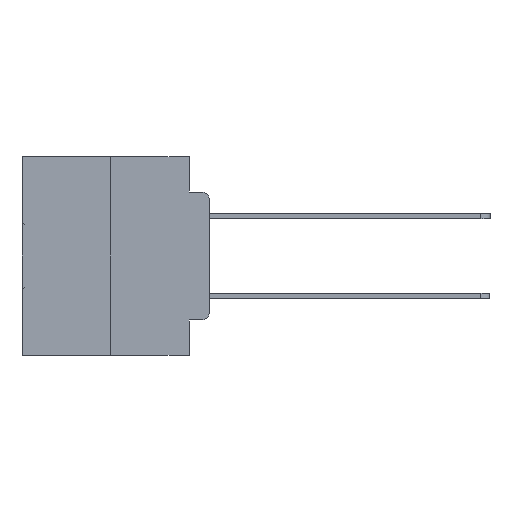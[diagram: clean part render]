
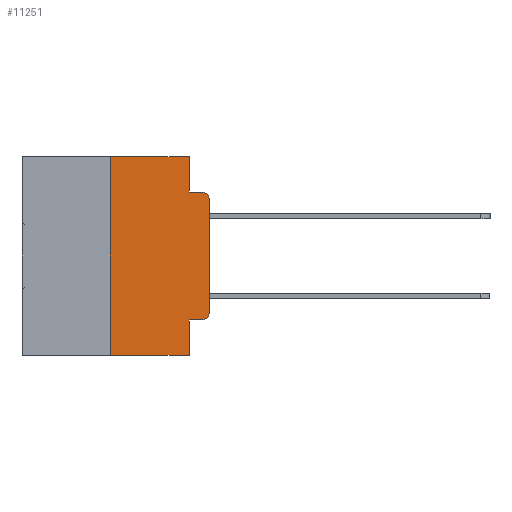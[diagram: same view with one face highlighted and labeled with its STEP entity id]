
A CAD part, left-side view. The second image highlights one B-rep face of the part: STEP entity #11251.
In plain terms, the highlighted planar face has unit normal (-1, 0, 0).
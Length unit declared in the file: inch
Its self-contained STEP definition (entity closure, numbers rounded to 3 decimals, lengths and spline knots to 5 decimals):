
#478 = CARTESIAN_POINT ( 'NONE',  ( 0., 0.473, -0.5 ) ) ;
#676 = ORIENTED_EDGE ( 'NONE', *, *, #18879, .F. ) ;
#1221 = LINE ( 'NONE', #29134, #28622 ) ;
#1623 = EDGE_CURVE ( 'NONE', #29952, #13473, #13009, .T. ) ;
#2027 = CARTESIAN_POINT ( 'NONE',  ( 0., 0.051, 0. ) ) ;
#2396 = LINE ( 'NONE', #25532, #33442 ) ;
#2772 = ORIENTED_EDGE ( 'NONE', *, *, #8899, .T. ) ;
#3266 = EDGE_CURVE ( 'NONE', #28814, #28771, #2396, .T. ) ;
#3774 = CARTESIAN_POINT ( 'NONE',  ( 0., 0.02, -0.3915 ) ) ;
#4700 = DIRECTION ( 'NONE',  ( 0., 0., -1. ) ) ;
#5453 = DIRECTION ( 'NONE',  ( -1., 0., 0. ) ) ;
#5889 = VECTOR ( 'NONE', #31706, 39.37008 ) ;
#5898 = VECTOR ( 'NONE', #22198, 39.37008 ) ;
#5905 = ORIENTED_EDGE ( 'NONE', *, *, #20017, .F. ) ;
#6502 = DIRECTION ( 'NONE',  ( 0., 0., -1. ) ) ;
#6504 = ORIENTED_EDGE ( 'NONE', *, *, #1623, .T. ) ;
#7426 = ORIENTED_EDGE ( 'NONE', *, *, #3266, .T. ) ;
#7563 = EDGE_CURVE ( 'NONE', #29952, #20437, #20053, .T. ) ;
#7656 = EDGE_LOOP ( 'NONE', ( #29775, #2772, #25546, #676, #20949, #27367, #6504, #5905, #7426, #28428 ) ) ;
#8056 = CARTESIAN_POINT ( 'NONE',  ( 0., 0., -0.3915 ) ) ;
#8179 = LINE ( 'NONE', #8964, #29273 ) ;
#8899 = EDGE_CURVE ( 'NONE', #31732, #12841, #21607, .T. ) ;
#8964 = CARTESIAN_POINT ( 'NONE',  ( 0., 0., 0. ) ) ;
#9931 = CARTESIAN_POINT ( 'NONE',  ( 0., 0.25, 0. ) ) ;
#11251 = ADVANCED_FACE ( 'NONE', ( #15714 ), #17424, .F. ) ;
#12541 = CARTESIAN_POINT ( 'NONE',  ( 0., 0.051, -0.0885 ) ) ;
#12581 = LINE ( 'NONE', #2027, #32767 ) ;
#12841 = VERTEX_POINT ( 'NONE', #13878 ) ;
#13009 = LINE ( 'NONE', #478, #5898 ) ;
#13357 = VECTOR ( 'NONE', #23890, 39.37008 ) ;
#13422 = DIRECTION ( 'NONE',  ( 0., 0., -1. ) ) ;
#13473 = VERTEX_POINT ( 'NONE', #20005 ) ;
#13725 = AXIS2_PLACEMENT_3D ( 'NONE', #31176, #15335, #33772 ) ;
#13878 = CARTESIAN_POINT ( 'NONE',  ( 0., 0.02, -0.0885 ) ) ;
#14027 = EDGE_CURVE ( 'NONE', #28771, #16447, #22585, .T. ) ;
#14294 = DIRECTION ( 'NONE',  ( 0., 0., 1. ) ) ;
#15335 = DIRECTION ( 'NONE',  ( 1., 0., 0. ) ) ;
#15613 = EDGE_CURVE ( 'NONE', #20437, #28712, #20412, .T. ) ;
#15714 = FACE_OUTER_BOUND ( 'NONE', #7656, .T. ) ;
#16048 = CARTESIAN_POINT ( 'NONE',  ( 0., 0.02, -0.4115 ) ) ;
#16447 = VERTEX_POINT ( 'NONE', #8056 ) ;
#16627 = AXIS2_PLACEMENT_3D ( 'NONE', #21394, #5453, #24019 ) ;
#16642 = EDGE_CURVE ( 'NONE', #16447, #31732, #8179, .T. ) ;
#17424 = PLANE ( 'NONE',  #13725 ) ;
#18504 = CARTESIAN_POINT ( 'NONE',  ( 0., 0.051, 0. ) ) ;
#18844 = CARTESIAN_POINT ( 'NONE',  ( 0., 0.051, -0.4115 ) ) ;
#18848 = VERTEX_POINT ( 'NONE', #12541 ) ;
#18879 = EDGE_CURVE ( 'NONE', #28712, #18848, #12581, .T. ) ;
#20005 = CARTESIAN_POINT ( 'NONE',  ( 0., 0.051, -0.5 ) ) ;
#20017 = EDGE_CURVE ( 'NONE', #28814, #13473, #1221, .T. ) ;
#20053 = LINE ( 'NONE', #34195, #5889 ) ;
#20412 = LINE ( 'NONE', #29099, #13357 ) ;
#20437 = VERTEX_POINT ( 'NONE', #9931 ) ;
#20949 = ORIENTED_EDGE ( 'NONE', *, *, #15613, .F. ) ;
#21394 = CARTESIAN_POINT ( 'NONE',  ( 0., 0.02, -0.1085 ) ) ;
#21607 = CIRCLE ( 'NONE', #16627, 0.02 ) ;
#22198 = DIRECTION ( 'NONE',  ( 0., -1., 0. ) ) ;
#22384 = DIRECTION ( 'NONE',  ( -1., 0., 0. ) ) ;
#22585 = CIRCLE ( 'NONE', #34266, 0.02 ) ;
#23242 = CARTESIAN_POINT ( 'NONE',  ( 0., 0.051, -0.0885 ) ) ;
#23496 = CARTESIAN_POINT ( 'NONE',  ( 0., 0., -0.1085 ) ) ;
#23890 = DIRECTION ( 'NONE',  ( 0., -1., 0. ) ) ;
#23972 = CARTESIAN_POINT ( 'NONE',  ( 0., 0.25, -0.5 ) ) ;
#24019 = DIRECTION ( 'NONE',  ( 0., 0., -1. ) ) ;
#24848 = EDGE_CURVE ( 'NONE', #18848, #12841, #28676, .T. ) ;
#25532 = CARTESIAN_POINT ( 'NONE',  ( 0., 0.051, -0.4115 ) ) ;
#25546 = ORIENTED_EDGE ( 'NONE', *, *, #24848, .F. ) ;
#27367 = ORIENTED_EDGE ( 'NONE', *, *, #7563, .F. ) ;
#27859 = VECTOR ( 'NONE', #28436, 39.37008 ) ;
#28190 = DIRECTION ( 'NONE',  ( 0., -1., 0. ) ) ;
#28428 = ORIENTED_EDGE ( 'NONE', *, *, #14027, .T. ) ;
#28436 = DIRECTION ( 'NONE',  ( 0., -1., 0. ) ) ;
#28622 = VECTOR ( 'NONE', #13422, 39.37008 ) ;
#28676 = LINE ( 'NONE', #23242, #27859 ) ;
#28712 = VERTEX_POINT ( 'NONE', #18504 ) ;
#28771 = VERTEX_POINT ( 'NONE', #16048 ) ;
#28814 = VERTEX_POINT ( 'NONE', #18844 ) ;
#29099 = CARTESIAN_POINT ( 'NONE',  ( 0., 0.473, 0. ) ) ;
#29134 = CARTESIAN_POINT ( 'NONE',  ( 0., 0.051, 0. ) ) ;
#29273 = VECTOR ( 'NONE', #14294, 39.37008 ) ;
#29775 = ORIENTED_EDGE ( 'NONE', *, *, #16642, .T. ) ;
#29952 = VERTEX_POINT ( 'NONE', #23972 ) ;
#31176 = CARTESIAN_POINT ( 'NONE',  ( 0., 0.473, 0. ) ) ;
#31706 = DIRECTION ( 'NONE',  ( 0., 0., 1. ) ) ;
#31732 = VERTEX_POINT ( 'NONE', #23496 ) ;
#32767 = VECTOR ( 'NONE', #4700, 39.37008 ) ;
#33442 = VECTOR ( 'NONE', #28190, 39.37008 ) ;
#33772 = DIRECTION ( 'NONE',  ( 0., 0., -1. ) ) ;
#34195 = CARTESIAN_POINT ( 'NONE',  ( 0., 0.25, 0. ) ) ;
#34266 = AXIS2_PLACEMENT_3D ( 'NONE', #3774, #22384, #6502 ) ;
